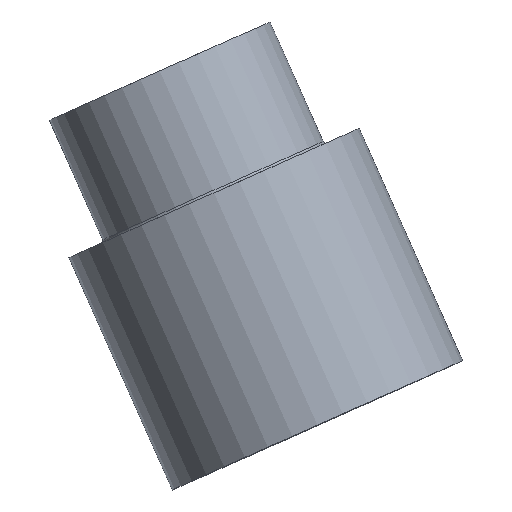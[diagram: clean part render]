
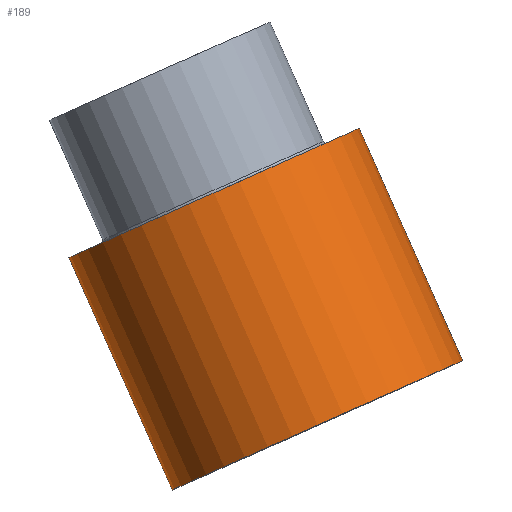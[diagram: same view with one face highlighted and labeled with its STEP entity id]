
A CAD part, top view. The second image highlights one B-rep face of the part: STEP entity #189.
In plain terms, the highlighted cylindrical face has radius 12.5 mm (diameter 25 mm), a partial arc.
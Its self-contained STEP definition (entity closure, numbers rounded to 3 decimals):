
#12 = VECTOR ( 'NONE', #132, 1000. ) ;
#13 = VECTOR ( 'NONE', #21, 1000. ) ;
#21 = DIRECTION ( 'NONE',  ( -0.407, 0.914, 0. ) ) ;
#24 = CARTESIAN_POINT ( 'NONE',  ( 307.869, 849.593, 0. ) ) ;
#26 = CYLINDRICAL_SURFACE ( 'NONE', #111, 12.5 ) ;
#51 = CARTESIAN_POINT ( 'NONE',  ( 319.288, 854.677, 0. ) ) ;
#56 = AXIS2_PLACEMENT_3D ( 'NONE', #205, #245, #93 ) ;
#73 = CARTESIAN_POINT ( 'NONE',  ( 328.643, 833.665, 0. ) ) ;
#91 = VERTEX_POINT ( 'NONE', #199 ) ;
#93 = DIRECTION ( 'NONE',  ( -0.914, -0.407, 0. ) ) ;
#111 = AXIS2_PLACEMENT_3D ( 'NONE', #24, #253, #151 ) ;
#122 = EDGE_CURVE ( 'NONE', #248, #283, #292, .T. ) ;
#132 = DIRECTION ( 'NONE',  ( -0.407, 0.914, 0. ) ) ;
#137 = ORIENTED_EDGE ( 'NONE', *, *, #145, .F. ) ;
#140 = VERTEX_POINT ( 'NONE', #249 ) ;
#145 = EDGE_CURVE ( 'NONE', #140, #91, #326, .T. ) ;
#151 = DIRECTION ( 'NONE',  ( -0.914, -0.407, 0. ) ) ;
#165 = EDGE_LOOP ( 'NONE', ( #309, #243, #137, #291 ) ) ;
#168 = DIRECTION ( 'NONE',  ( -0.914, -0.407, 0. ) ) ;
#189 = ADVANCED_FACE ( 'NONE', ( #325 ), #26, .T. ) ;
#199 = CARTESIAN_POINT ( 'NONE',  ( 320.508, 851.936, 0. ) ) ;
#205 = CARTESIAN_POINT ( 'NONE',  ( 309.089, 846.852, 0. ) ) ;
#219 = EDGE_CURVE ( 'NONE', #248, #140, #252, .T. ) ;
#224 = CARTESIAN_POINT ( 'NONE',  ( 317.224, 828.581, 0. ) ) ;
#243 = ORIENTED_EDGE ( 'NONE', *, *, #329, .T. ) ;
#245 = DIRECTION ( 'NONE',  ( -0.407, 0.914, 0. ) ) ;
#248 = VERTEX_POINT ( 'NONE', #328 ) ;
#249 = CARTESIAN_POINT ( 'NONE',  ( 297.67, 841.768, 0. ) ) ;
#252 = LINE ( 'NONE', #254, #13 ) ;
#253 = DIRECTION ( 'NONE',  ( -0.407, 0.914, 0. ) ) ;
#254 = CARTESIAN_POINT ( 'NONE',  ( 296.45, 844.509, 0. ) ) ;
#283 = VERTEX_POINT ( 'NONE', #73 ) ;
#287 = AXIS2_PLACEMENT_3D ( 'NONE', #224, #319, #168 ) ;
#291 = ORIENTED_EDGE ( 'NONE', *, *, #219, .F. ) ;
#292 = CIRCLE ( 'NONE', #287, 12.5 ) ;
#309 = ORIENTED_EDGE ( 'NONE', *, *, #122, .T. ) ;
#319 = DIRECTION ( 'NONE',  ( -0.407, 0.914, 0. ) ) ;
#325 = FACE_OUTER_BOUND ( 'NONE', #165, .T. ) ;
#326 = CIRCLE ( 'NONE', #56, 12.5 ) ;
#327 = LINE ( 'NONE', #51, #12 ) ;
#328 = CARTESIAN_POINT ( 'NONE',  ( 305.804, 823.497, 0. ) ) ;
#329 = EDGE_CURVE ( 'NONE', #283, #91, #327, .T. ) ;
